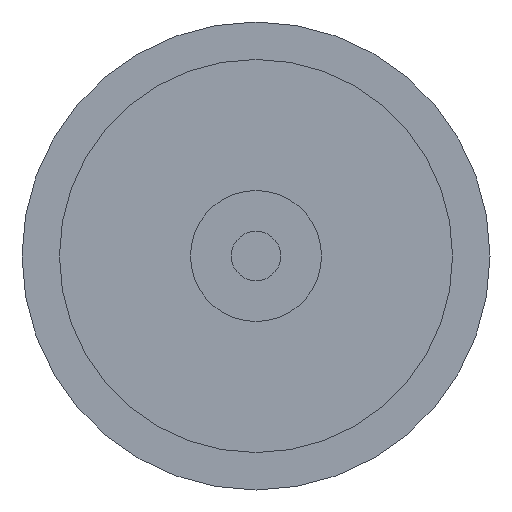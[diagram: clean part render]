
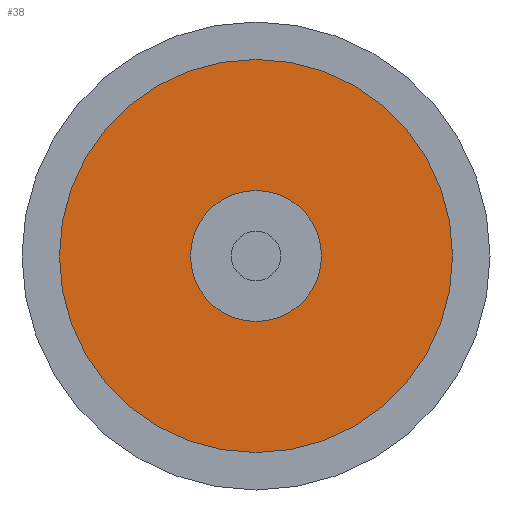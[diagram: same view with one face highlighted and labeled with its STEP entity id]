
A CAD part, front view. The second image highlights one B-rep face of the part: STEP entity #38.
In plain terms, the highlighted planar face has unit normal (0, -1, 0).
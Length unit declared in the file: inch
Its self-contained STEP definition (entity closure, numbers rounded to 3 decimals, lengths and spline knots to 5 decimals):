
#38 = ADVANCED_FACE ( 'Defeatured_0_3', ( #776, #149 ), #663, .F. ) ;
#55 = CARTESIAN_POINT ( 'NONE',  ( 0.03306, 0.04619, 0.11488 ) ) ;
#57 = ORIENTED_EDGE ( 'NONE', *, *, #379, .T. ) ;
#64 = ORIENTED_EDGE ( 'NONE', *, *, #496, .T. ) ;
#85 = DIRECTION ( 'NONE',  ( 0., 0., 1. ) ) ;
#89 = EDGE_LOOP ( 'NONE', ( #64, #57 ) ) ;
#90 = DIRECTION ( 'NONE',  ( 0., -1., 0. ) ) ;
#133 = CIRCLE ( 'NONE', #590, 0.0525 ) ;
#149 = FACE_OUTER_BOUND ( 'NONE', #89, .T. ) ;
#161 = AXIS2_PLACEMENT_3D ( 'NONE', #702, #320, #325 ) ;
#168 = DIRECTION ( 'NONE',  ( 0., 1., 0. ) ) ;
#201 = ORIENTED_EDGE ( 'NONE', *, *, #357, .F. ) ;
#206 = EDGE_CURVE ( 'Defeatured_0_2+Defeatured_0_3+Defeatured_0_3+Defeatured_0_3', #703, #330, #423, .T. ) ;
#233 = CARTESIAN_POINT ( 'NONE',  ( 0.03306, 0.04619, 0.04488 ) ) ;
#237 = EDGE_LOOP ( 'NONE', ( #201, #257 ) ) ;
#257 = ORIENTED_EDGE ( 'NONE', *, *, #206, .F. ) ;
#270 = CARTESIAN_POINT ( 'NONE',  ( 0.03306, 0.04619, 0.09738 ) ) ;
#282 = AXIS2_PLACEMENT_3D ( 'NONE', #404, #168, #294 ) ;
#292 = DIRECTION ( 'NONE',  ( 0., -1., 0. ) ) ;
#294 = DIRECTION ( 'NONE',  ( 0., 0., 1. ) ) ;
#320 = DIRECTION ( 'NONE',  ( 0., -1., 0. ) ) ;
#325 = DIRECTION ( 'NONE',  ( 0., 0., 1. ) ) ;
#330 = VERTEX_POINT ( 'NONE', #55 ) ;
#332 = CIRCLE ( 'NONE', #670, 0.0525 ) ;
#343 = VERTEX_POINT ( 'NONE', #401 ) ;
#351 = DIRECTION ( 'NONE',  ( 0., 0., -1. ) ) ;
#357 = EDGE_CURVE ( 'Defeatured_0_2+Defeatured_0_3+Defeatured_0_3+Defeatured_0_3', #330, #703, #680, .T. ) ;
#379 = EDGE_CURVE ( 'Defeatured_0_3+Defeatured_0_7+Defeatured_0_7+Defeatured_0_7', #343, #438, #133, .T. ) ;
#401 = CARTESIAN_POINT ( 'NONE',  ( 0.03306, 0.04619, 0.14988 ) ) ;
#404 = CARTESIAN_POINT ( 'NONE',  ( 0.03306, 0.04619, 0.09738 ) ) ;
#423 = CIRCLE ( 'NONE', #161, 0.0175 ) ;
#438 = VERTEX_POINT ( 'NONE', #233 ) ;
#479 = CARTESIAN_POINT ( 'NONE',  ( 0.03306, 0.04619, 0.09738 ) ) ;
#496 = EDGE_CURVE ( 'Defeatured_0_3+Defeatured_0_7+Defeatured_0_7+Defeatured_0_7', #438, #343, #332, .T. ) ;
#544 = DIRECTION ( 'NONE',  ( 0., 0., -1. ) ) ;
#590 = AXIS2_PLACEMENT_3D ( 'NONE', #270, #90, #351 ) ;
#645 = CARTESIAN_POINT ( 'NONE',  ( 0.03306, 0.04619, 0.09738 ) ) ;
#663 = PLANE ( 'NONE',  #282 ) ;
#670 = AXIS2_PLACEMENT_3D ( 'NONE', #479, #292, #544 ) ;
#680 = CIRCLE ( 'NONE', #785, 0.0175 ) ;
#696 = DIRECTION ( 'NONE',  ( 0., -1., 0. ) ) ;
#702 = CARTESIAN_POINT ( 'NONE',  ( 0.03306, 0.04619, 0.09738 ) ) ;
#703 = VERTEX_POINT ( 'NONE', #764 ) ;
#764 = CARTESIAN_POINT ( 'NONE',  ( 0.03306, 0.04619, 0.07988 ) ) ;
#776 = FACE_BOUND ( 'NONE', #237, .T. ) ;
#785 = AXIS2_PLACEMENT_3D ( 'NONE', #645, #696, #85 ) ;
